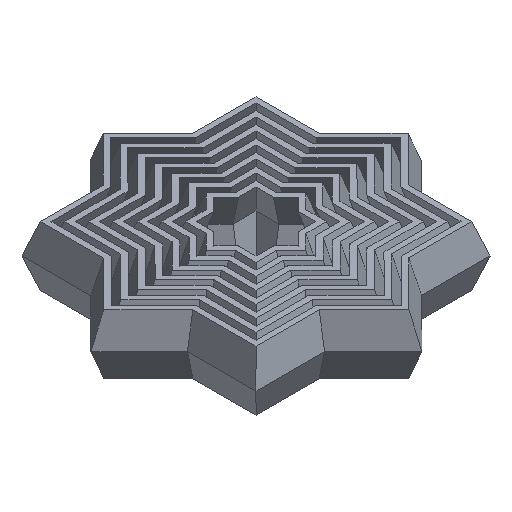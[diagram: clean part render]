
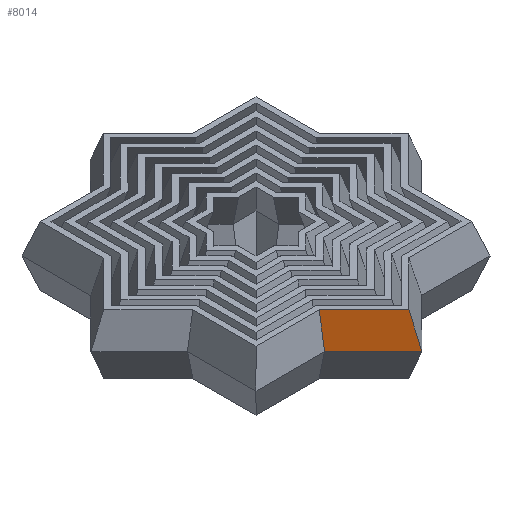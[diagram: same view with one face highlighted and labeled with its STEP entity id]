
A CAD part, isometric view. The second image highlights one B-rep face of the part: STEP entity #8014.
In plain terms, the highlighted planar face has unit normal (-0.676, -0.676, 0.292).
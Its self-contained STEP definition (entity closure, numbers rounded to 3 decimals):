
#342=FACE_OUTER_BOUND('',#813,.T.);
#813=EDGE_LOOP('',(#6455,#6456,#6457,#6458));
#1623=LINE('',#12006,#2743);
#1719=LINE('',#12198,#2839);
#1720=LINE('',#12200,#2840);
#1721=LINE('',#12201,#2841);
#2743=VECTOR('',#9837,10.);
#2839=VECTOR('',#9999,10.);
#2840=VECTOR('',#10000,10.);
#2841=VECTOR('',#10001,10.);
#3607=VERTEX_POINT('',#12004);
#3608=VERTEX_POINT('',#12005);
#3671=VERTEX_POINT('',#12197);
#3672=VERTEX_POINT('',#12199);
#4535=EDGE_CURVE('',#3607,#3608,#1623,.T.);
#4631=EDGE_CURVE('',#3671,#3607,#1719,.T.);
#4632=EDGE_CURVE('',#3671,#3672,#1720,.T.);
#4633=EDGE_CURVE('',#3672,#3608,#1721,.T.);
#6455=ORIENTED_EDGE('',*,*,#4535,.F.);
#6456=ORIENTED_EDGE('',*,*,#4631,.F.);
#6457=ORIENTED_EDGE('',*,*,#4632,.T.);
#6458=ORIENTED_EDGE('',*,*,#4633,.T.);
#7552=PLANE('',#8497);
#8014=ADVANCED_FACE('',(#342),#7552,.F.);
#8497=AXIS2_PLACEMENT_3D('',#12196,#9997,#9998);
#9837=DIRECTION('',(-0.707,0.707,0.));
#9997=DIRECTION('center_axis',(0.676,0.676,-0.292));
#9998=DIRECTION('ref_axis',(0.707,-0.707,0.));
#9999=DIRECTION('',(0.,-0.397,-0.918));
#10000=DIRECTION('',(-0.707,0.707,0.));
#10001=DIRECTION('',(-0.12,-0.29,-0.949));
#12004=CARTESIAN_POINT('',(0.034,-27.754,5.));
#12005=CARTESIAN_POINT('',(-8.119,-19.601,5.));
#12006=CARTESIAN_POINT('',(-1.049,-26.67,5.));
#12196=CARTESIAN_POINT('Origin',(0.032,-25.589,10.));
#12197=CARTESIAN_POINT('',(0.032,-25.589,10.));
#12198=CARTESIAN_POINT('',(0.031,-24.997,11.369));
#12199=CARTESIAN_POINT('',(-7.486,-18.072,10.));
#12200=CARTESIAN_POINT('',(0.032,-25.589,10.));
#12201=CARTESIAN_POINT('',(-7.563,-18.257,9.393));
